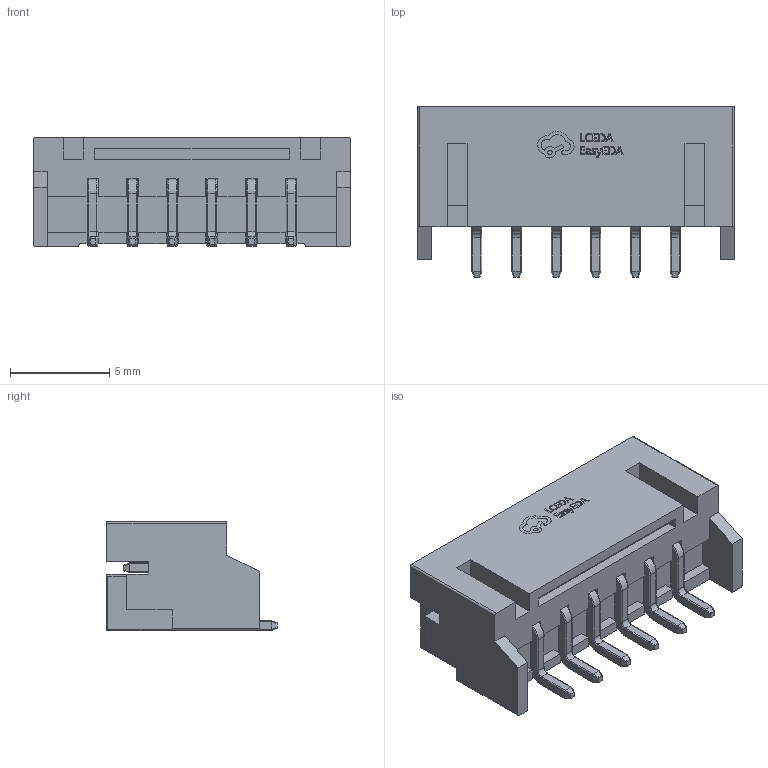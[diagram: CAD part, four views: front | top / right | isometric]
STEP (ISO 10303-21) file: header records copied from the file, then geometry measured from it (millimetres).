
FILE_DESCRIPTION(/* description */ ('Designed by EasyEDA Pro'),/* implementation_level */ '2;1');
FILE_NAME(/* name */ 'CONN-SMD_1x6P-P2.0-H_S6B-PH-SM4-TB-LF-SN-3.step',/* time_stamp */ '2024-01-01T17:31:27+08:00',/* author */ ('20220615'),/* organization */ ('Open CASCADE'),/* preprocessor_version */ 'ST-DEVELOPER v19',/* originating_system */ 'Autodesk Inventor 2023',/* authorisation */ 'Unknown');
FILE_SCHEMA (('AUTOMOTIVE_DESIGN { 1 0 10303 214 3 1 1 }'));
Length unit declared in the file: millimetre
Products named in the file (4): PCBModel; P1; CONN-SMD_S6B-PH-SM4-TB-LF-SN; COMPOUND
Assembly tree (3 placements, depth 4):
  PCBModel
    P1
      CONN-SMD_S6B-PH-SM4-TB-LF-SN
        COMPOUND
Bounding box: 16 x 8.6 x 5.5 mm (x, y, z)
Volume: 218.4 mm3; surface area: 819.4 mm2
Topology: 22 solids, 22 shells, 801 faces, 2041 edges, 1284 vertices
Faces by surface type: plane 467, cylinder 170, bspline 112, torus 48, sphere 4
Entity records: 26058 total; most frequent: CARTESIAN_POINT 5969, ORIENTED_EDGE 4074, DIRECTION 3801, EDGE_CURVE 2037, LINE 1385, VECTOR 1385, VERTEX_POINT 1284, AXIS2_PLACEMENT_3D 1208
